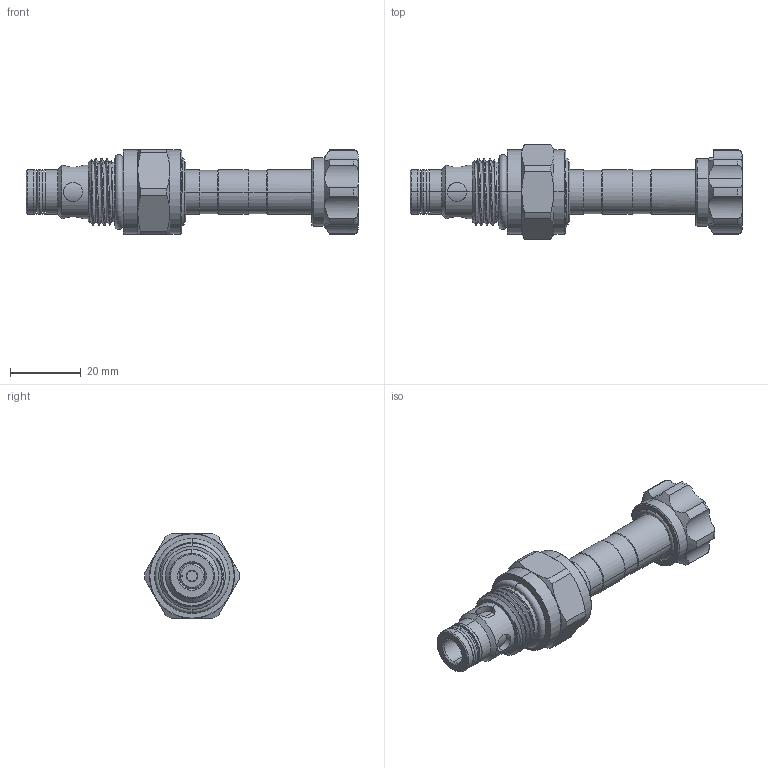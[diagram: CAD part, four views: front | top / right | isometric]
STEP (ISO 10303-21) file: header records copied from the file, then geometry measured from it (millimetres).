
FILE_DESCRIPTION (( 'STEP AP203' ), '1' );
FILE_NAME ('EP08W2A10N05.STEP', '2020-04-06T08:05:43', ( '' ), ( '' ), 'SwSTEP 2.0', 'SolidWorks 2018', '' );
FILE_SCHEMA (( 'CONFIG_CONTROL_DESIGN' ));
Length unit declared in the file: millimetre
Products named in the file (1): EP08W2A10N05
Bounding box: 93.8 x 26.69 x 24 mm (x, y, z)
Volume: 21581.5 mm3; surface area: 8139 mm2
Topology: 4 solids, 4 shells, 205 faces, 479 edges, 298 vertices
Faces by surface type: cylinder 104, cone 42, plane 31, torus 22, bspline 4, sphere 2
Entity records: 9467 total; most frequent: CARTESIAN_POINT 4741, DIRECTION 1005, ORIENTED_EDGE 958, EDGE_CURVE 479, AXIS2_PLACEMENT_3D 433, VERTEX_POINT 298, CIRCLE 231, EDGE_LOOP 229
